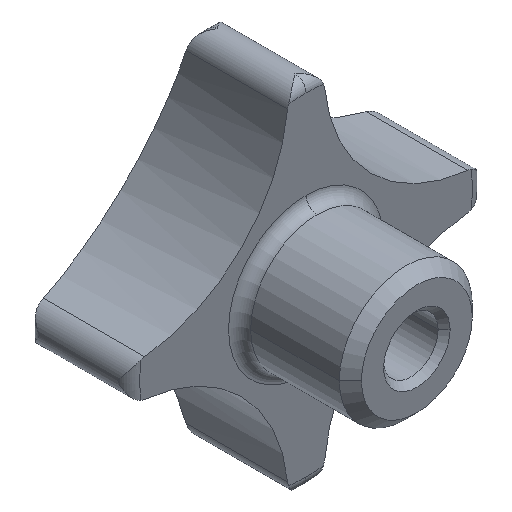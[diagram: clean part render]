
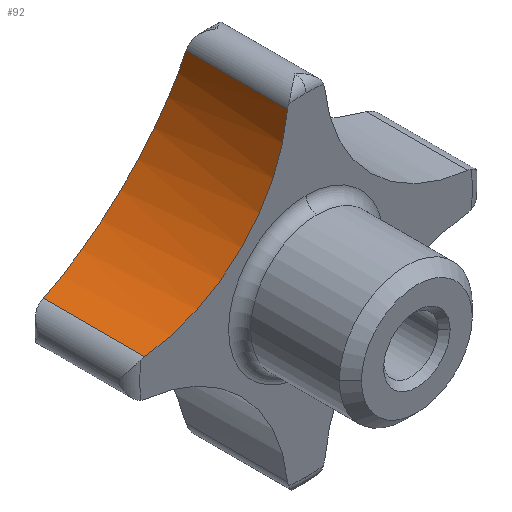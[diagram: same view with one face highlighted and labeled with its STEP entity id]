
A CAD part, isometric view. The second image highlights one B-rep face of the part: STEP entity #92.
In plain terms, the highlighted cylindrical face has radius 14.4 mm (diameter 28.8 mm), a partial arc.
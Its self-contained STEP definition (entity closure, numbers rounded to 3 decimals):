
#92 = ADVANCED_FACE( '', ( #145 ), #146, .F. );
#145 = FACE_OUTER_BOUND( '', #217, .T. );
#146 = CYLINDRICAL_SURFACE( '', #218, 14.4 );
#217 = EDGE_LOOP( '', ( #382, #383, #384, #385 ) );
#218 = AXIS2_PLACEMENT_3D( '', #386, #387, #388 );
#382 = ORIENTED_EDGE( '', *, *, #608, .F. );
#383 = ORIENTED_EDGE( '', *, *, #607, .F. );
#384 = ORIENTED_EDGE( '', *, *, #609, .F. );
#385 = ORIENTED_EDGE( '', *, *, #610, .T. );
#386 = CARTESIAN_POINT( '', ( -16., 0., 16. ) );
#387 = DIRECTION( '', ( 0., -1., 0. ) );
#388 = DIRECTION( '', ( 0.099, 0., -0.995 ) );
#607 = EDGE_CURVE( '', #751, #735, #753, .T. );
#608 = EDGE_CURVE( '', #735, #754, #755, .T. );
#609 = EDGE_CURVE( '', #756, #751, #757, .T. );
#610 = EDGE_CURVE( '', #756, #754, #758, .T. );
#735 = VERTEX_POINT( '', #1026 );
#751 = VERTEX_POINT( '', #1095 );
#753 = LINE( '', #1097, #1098 );
#754 = VERTEX_POINT( '', #1099 );
#755 = B_SPLINE_CURVE_WITH_KNOTS( '', 3, ( #1100, #1101, #1102, #1103, #1104, #1105, #1106, #1107, #1108, #1109, #1110, #1111, #1112, #1113, #1114, #1115 ), .UNSPECIFIED., .F., .F., ( 4, 2, 2, 2, 2, 2, 2, 4 ), ( 0., 2.735, 5.47, 8.204, 10.939, 13.718, 16.496, 19.164 ), .UNSPECIFIED. );
#756 = VERTEX_POINT( '', #1116 );
#757 = CIRCLE( '', #1117, 14.4 );
#758 = LINE( '', #1118, #1119 );
#1026 = CARTESIAN_POINT( '', ( -14.572, 19.157, 1.671 ) );
#1095 = CARTESIAN_POINT( '', ( -14.572, 10., 1.671 ) );
#1097 = CARTESIAN_POINT( '', ( -14.572, 0., 1.671 ) );
#1098 = VECTOR( '', #1334, 1. );
#1099 = CARTESIAN_POINT( '', ( -1.671, 19.157, 14.572 ) );
#1100 = CARTESIAN_POINT( '', ( -14.572, 19.157, 1.671 ) );
#1101 = CARTESIAN_POINT( '', ( -13.692, 19.378, 1.759 ) );
#1102 = CARTESIAN_POINT( '', ( -12.783, 19.581, 1.933 ) );
#1103 = CARTESIAN_POINT( '', ( -10.985, 19.929, 2.469 ) );
#1104 = CARTESIAN_POINT( '', ( -10.095, 20.073, 2.831 ) );
#1105 = CARTESIAN_POINT( '', ( -8.402, 20.291, 3.73 ) );
#1106 = CARTESIAN_POINT( '', ( -7.598, 20.364, 4.267 ) );
#1107 = CARTESIAN_POINT( '', ( -6.127, 20.436, 5.474 ) );
#1108 = CARTESIAN_POINT( '', ( -5.461, 20.434, 6.145 ) );
#1109 = CARTESIAN_POINT( '', ( -4.294, 20.366, 7.563 ) );
#1110 = CARTESIAN_POINT( '', ( -3.759, 20.296, 8.356 ) );
#1111 = CARTESIAN_POINT( '', ( -2.852, 20.08, 10.05 ) );
#1112 = CARTESIAN_POINT( '', ( -2.48, 19.935, 10.951 ) );
#1113 = CARTESIAN_POINT( '', ( -1.938, 19.585, 12.762 ) );
#1114 = CARTESIAN_POINT( '', ( -1.761, 19.383, 13.671 ) );
#1115 = CARTESIAN_POINT( '', ( -1.671, 19.157, 14.572 ) );
#1116 = CARTESIAN_POINT( '', ( -1.671, 10., 14.572 ) );
#1117 = AXIS2_PLACEMENT_3D( '', #1335, #1336, #1337 );
#1118 = CARTESIAN_POINT( '', ( -1.671, 0., 14.572 ) );
#1119 = VECTOR( '', #1338, 1. );
#1334 = DIRECTION( '', ( 0., 1., 0. ) );
#1335 = CARTESIAN_POINT( '', ( -16., 10., 16. ) );
#1336 = DIRECTION( '', ( 0., 1., 0. ) );
#1337 = DIRECTION( '', ( 0.099, 0., -0.995 ) );
#1338 = DIRECTION( '', ( 0., 1., 0. ) );
